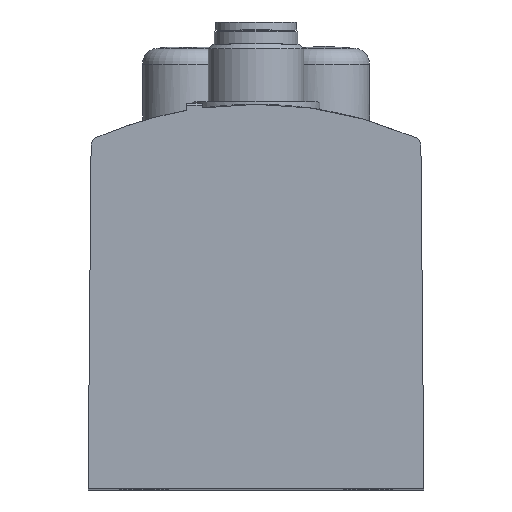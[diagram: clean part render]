
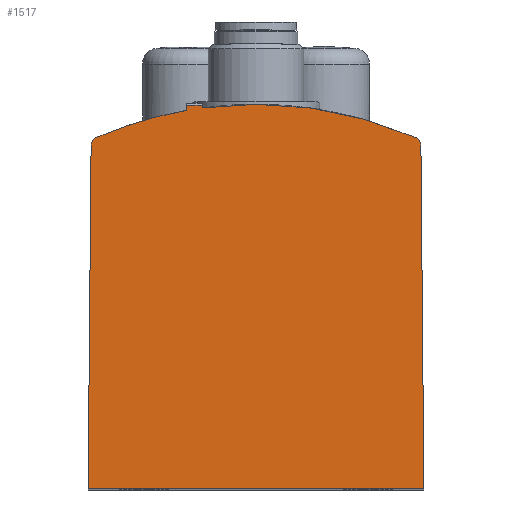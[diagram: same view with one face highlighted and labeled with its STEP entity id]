
A CAD part, top view. The second image highlights one B-rep face of the part: STEP entity #1517.
In plain terms, the highlighted planar face has unit normal (0, 0, 1).
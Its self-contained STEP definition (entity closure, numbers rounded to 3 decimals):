
#24=PLANE('',#1670);
#124=LINE('',#2503,#237);
#134=LINE('',#2542,#247);
#137=LINE('',#2548,#250);
#138=LINE('',#2550,#251);
#139=LINE('',#2552,#252);
#140=LINE('',#2553,#253);
#237=VECTOR('',#1899,1000.);
#247=VECTOR('',#1947,1000.);
#250=VECTOR('',#1952,1000.);
#251=VECTOR('',#1953,1000.);
#252=VECTOR('',#1954,1000.);
#253=VECTOR('',#1955,1000.);
#328=CIRCLE('',#1613,50.);
#338=CIRCLE('',#1631,50.);
#352=CIRCLE('',#1653,1.);
#355=CIRCLE('',#1668,1.);
#507=ORIENTED_EDGE('',*,*,#826,.T.);
#508=ORIENTED_EDGE('',*,*,#915,.F.);
#509=ORIENTED_EDGE('',*,*,#916,.T.);
#510=ORIENTED_EDGE('',*,*,#917,.T.);
#511=ORIENTED_EDGE('',*,*,#854,.T.);
#512=ORIENTED_EDGE('',*,*,#892,.T.);
#513=ORIENTED_EDGE('',*,*,#890,.F.);
#514=ORIENTED_EDGE('',*,*,#918,.T.);
#515=ORIENTED_EDGE('',*,*,#912,.F.);
#516=ORIENTED_EDGE('',*,*,#904,.T.);
#826=EDGE_CURVE('',#1039,#1038,#328,.T.);
#854=EDGE_CURVE('',#1067,#1066,#338,.T.);
#890=EDGE_CURVE('',#1098,#1087,#124,.T.);
#892=EDGE_CURVE('',#1066,#1087,#352,.T.);
#904=EDGE_CURVE('',#1104,#1039,#355,.T.);
#912=EDGE_CURVE('',#1104,#1109,#134,.T.);
#915=EDGE_CURVE('',#1111,#1038,#137,.T.);
#916=EDGE_CURVE('',#1111,#1112,#138,.T.);
#917=EDGE_CURVE('',#1112,#1067,#139,.T.);
#918=EDGE_CURVE('',#1098,#1109,#140,.T.);
#1038=VERTEX_POINT('',#2296);
#1039=VERTEX_POINT('',#2298);
#1066=VERTEX_POINT('',#2384);
#1067=VERTEX_POINT('',#2386);
#1087=VERTEX_POINT('',#2481);
#1098=VERTEX_POINT('',#2502);
#1104=VERTEX_POINT('',#2529);
#1109=VERTEX_POINT('',#2543);
#1111=VERTEX_POINT('',#2549);
#1112=VERTEX_POINT('',#2551);
#1217=EDGE_LOOP('',(#507,#508,#509,#510,#511,#512,#513,#514,#515,#516));
#1354=FACE_BOUND('',#1217,.T.);
#1517=ADVANCED_FACE('',(#1354),#24,.T.);
#1613=AXIS2_PLACEMENT_3D('',#2297,#1801,#1802);
#1631=AXIS2_PLACEMENT_3D('',#2385,#1843,#1844);
#1653=AXIS2_PLACEMENT_3D('',#2506,#1904,#1905);
#1668=AXIS2_PLACEMENT_3D('',#2528,#1936,#1937);
#1670=AXIS2_PLACEMENT_3D('',#2547,#1950,#1951);
#1801=DIRECTION('',(0.,0.,1.));
#1802=DIRECTION('',(1.,0.,0.));
#1843=DIRECTION('',(0.,0.,1.));
#1844=DIRECTION('',(1.,0.,0.));
#1899=DIRECTION('',(0.009,1.,0.));
#1904=DIRECTION('',(0.,0.,1.));
#1905=DIRECTION('',(1.,0.,0.));
#1936=DIRECTION('',(0.,0.,1.));
#1937=DIRECTION('',(1.,0.,0.));
#1947=DIRECTION('',(0.009,-1.,0.));
#1950=DIRECTION('',(0.,0.,1.));
#1951=DIRECTION('',(1.,0.,0.));
#1952=DIRECTION('',(0.,-1.,0.));
#1953=DIRECTION('',(-1.,0.,0.));
#1954=DIRECTION('',(0.,-1.,0.));
#1955=DIRECTION('',(1.,0.,0.));
#2296=CARTESIAN_POINT('',(-6.737,47.544,68.9));
#2297=CARTESIAN_POINT('',(0.,-2.,68.9));
#2298=CARTESIAN_POINT('',(20.026,43.814,68.9));
#2384=CARTESIAN_POINT('',(-20.026,43.814,68.9));
#2385=CARTESIAN_POINT('',(0.,-2.,68.9));
#2386=CARTESIAN_POINT('',(-8.663,47.244,68.9));
#2481=CARTESIAN_POINT('',(-20.626,42.907,68.9));
#2502=CARTESIAN_POINT('',(-21.,0.,68.9));
#2503=CARTESIAN_POINT('',(-21.,0.,68.9));
#2506=CARTESIAN_POINT('',(-19.626,42.898,68.9));
#2528=CARTESIAN_POINT('',(19.626,42.898,68.9));
#2529=CARTESIAN_POINT('',(20.626,42.907,68.9));
#2542=CARTESIAN_POINT('',(20.626,42.907,68.9));
#2543=CARTESIAN_POINT('',(21.,0.,68.9));
#2547=CARTESIAN_POINT('',(0.,0.,68.9));
#2548=CARTESIAN_POINT('',(-6.737,47.85,68.9));
#2549=CARTESIAN_POINT('',(-6.737,47.85,68.9));
#2550=CARTESIAN_POINT('',(-6.737,47.85,68.9));
#2551=CARTESIAN_POINT('',(-8.663,47.85,68.9));
#2552=CARTESIAN_POINT('',(-8.663,47.85,68.9));
#2553=CARTESIAN_POINT('',(-21.,0.,68.9));
